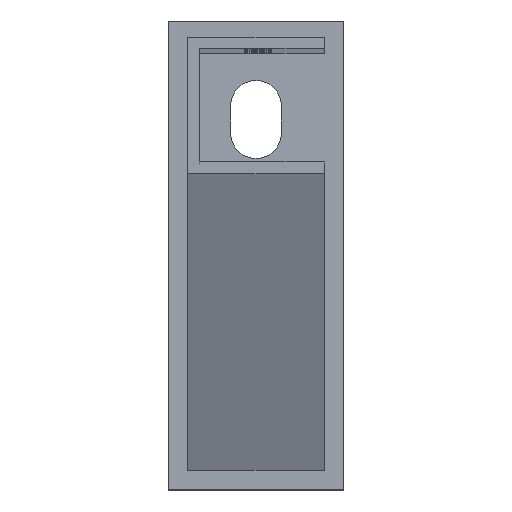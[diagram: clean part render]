
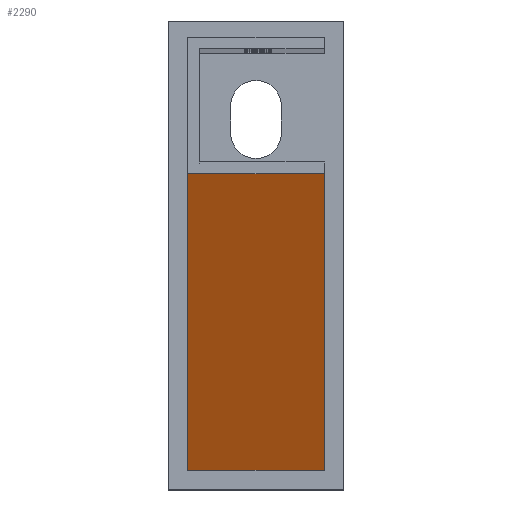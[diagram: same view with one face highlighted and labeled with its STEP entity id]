
A CAD part, top view. The second image highlights one B-rep face of the part: STEP entity #2290.
In plain terms, the highlighted planar face has unit normal (0, -0.993, 0.118).
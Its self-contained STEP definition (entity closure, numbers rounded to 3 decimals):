
#123 = LINE ( 'NONE', #2581, #2730 ) ;
#212 = ORIENTED_EDGE ( 'NONE', *, *, #254, .T. ) ;
#254 = EDGE_CURVE ( 'NONE', #2570, #520, #123, .T. ) ;
#339 = LINE ( 'NONE', #2829, #544 ) ;
#359 = DIRECTION ( 'NONE',  ( 1., 0., 0. ) ) ;
#520 = VERTEX_POINT ( 'NONE', #1345 ) ;
#544 = VECTOR ( 'NONE', #1437, 1000. ) ;
#728 = CARTESIAN_POINT ( 'NONE',  ( 40., 80., 636. ) ) ;
#745 = EDGE_CURVE ( 'NONE', #975, #1159, #339, .T. ) ;
#842 = VECTOR ( 'NONE', #2121, 1000. ) ;
#969 = DIRECTION ( 'NONE',  ( 0., -0.118, -0.993 ) ) ;
#975 = VERTEX_POINT ( 'NONE', #1120 ) ;
#1067 = AXIS2_PLACEMENT_3D ( 'NONE', #2294, #1191, #969 ) ;
#1115 = ORIENTED_EDGE ( 'NONE', *, *, #1936, .F. ) ;
#1120 = CARTESIAN_POINT ( 'NONE',  ( 5., 80., 636. ) ) ;
#1159 = VERTEX_POINT ( 'NONE', #3176 ) ;
#1191 = DIRECTION ( 'NONE',  ( 0., -0.993, 0.118 ) ) ;
#1345 = CARTESIAN_POINT ( 'NONE',  ( 40., 5., 6. ) ) ;
#1437 = DIRECTION ( 'NONE',  ( 1., 0., 0. ) ) ;
#1486 = ORIENTED_EDGE ( 'NONE', *, *, #2010, .T. ) ;
#1522 = EDGE_LOOP ( 'NONE', ( #1486, #212, #1115, #2991 ) ) ;
#1597 = VECTOR ( 'NONE', #2891, 1000. ) ;
#1630 = LINE ( 'NONE', #1861, #842 ) ;
#1861 = CARTESIAN_POINT ( 'NONE',  ( 5., 80., 636. ) ) ;
#1936 = EDGE_CURVE ( 'NONE', #1159, #520, #2081, .T. ) ;
#2010 = EDGE_CURVE ( 'NONE', #975, #2570, #1630, .T. ) ;
#2081 = LINE ( 'NONE', #728, #1597 ) ;
#2121 = DIRECTION ( 'NONE',  ( 0., -0.118, -0.993 ) ) ;
#2290 = ADVANCED_FACE ( 'NONE', ( #2362 ), #3446, .T. ) ;
#2294 = CARTESIAN_POINT ( 'NONE',  ( 0., 4.226, -0.503 ) ) ;
#2362 = FACE_OUTER_BOUND ( 'NONE', #1522, .T. ) ;
#2570 = VERTEX_POINT ( 'NONE', #3442 ) ;
#2581 = CARTESIAN_POINT ( 'NONE',  ( 5., 5., 6. ) ) ;
#2730 = VECTOR ( 'NONE', #359, 1000. ) ;
#2829 = CARTESIAN_POINT ( 'NONE',  ( 40., 80., 636. ) ) ;
#2891 = DIRECTION ( 'NONE',  ( 0., -0.118, -0.993 ) ) ;
#2991 = ORIENTED_EDGE ( 'NONE', *, *, #745, .F. ) ;
#3176 = CARTESIAN_POINT ( 'NONE',  ( 40., 80., 636. ) ) ;
#3442 = CARTESIAN_POINT ( 'NONE',  ( 5., 5., 6. ) ) ;
#3446 = PLANE ( 'NONE',  #1067 ) ;
